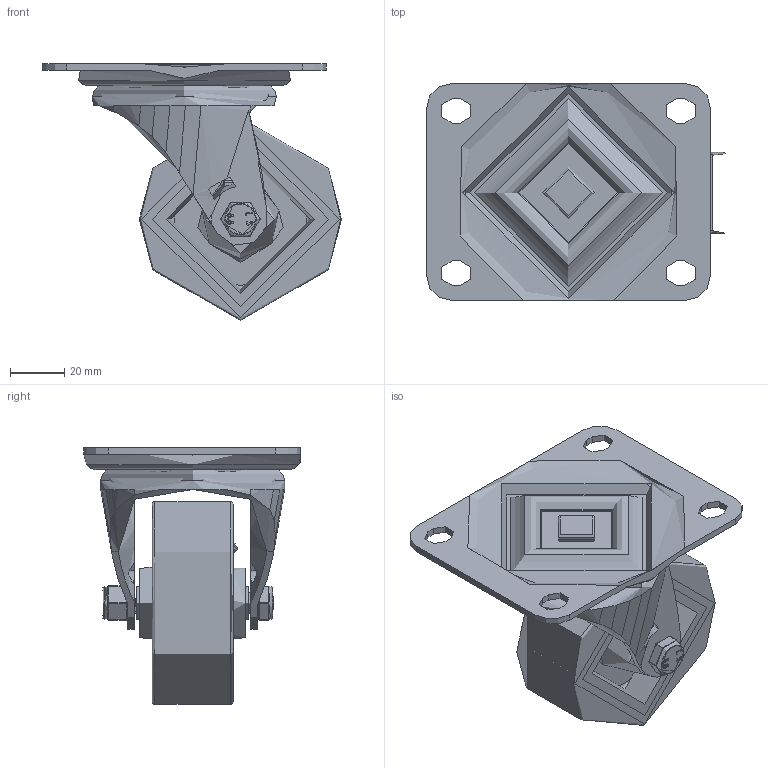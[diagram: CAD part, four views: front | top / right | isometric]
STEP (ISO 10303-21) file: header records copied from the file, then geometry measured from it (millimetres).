
FILE_DESCRIPTION(/* description */ (''),/* implementation_level */ '2;1');
FILE_NAME(/* name */ 'BZH75PT.step',/* time_stamp */ '2024-05-13T14:06:47+01:00',/* author */ (''),/* organization */ (''),/* preprocessor_version */ 'ST-DEVELOPER v20',/* originating_system */ 'Autodesk Translation Framework v12.20.1.177',/* authorisation */ '');
FILE_SCHEMA (('AUTOMOTIVE_DESIGN { 1 0 10303 214 3 1 1 }'));
Length unit declared in the file: millimetre
Products named in the file (17): BZH75PT; BZH75AS v1; ZINC PLATED, PRESSED STEEL TOP PLATE; ZINC PLATED, PRESSED STEEL FORKS; BZH75WPTM12 v1; POLYURETHANE TYRE; CAST IRON RIM; CAST IRON RIM Geometry; GREASE NIPPLE; TUBEM12X40 v1; ZINC PLATED STEEL TUBE; HEXBOLTM8X55Z8.8 v2; GRADE 8.8 ZINC PLATED BOLT; NYLOCM8Z v1; NYLOC NUT; NUT; RUBBER
Assembly tree (16 placements, depth 4):
  BZH75PT
    BZH75AS v1
      ZINC PLATED, PRESSED STEEL TOP PLATE
      ZINC PLATED, PRESSED STEEL FORKS
    BZH75WPTM12 v1
      POLYURETHANE TYRE
      CAST IRON RIM
        CAST IRON RIM Geometry
        GREASE NIPPLE
    TUBEM12X40 v1
      ZINC PLATED STEEL TUBE
    HEXBOLTM8X55Z8.8 v2
      GRADE 8.8 ZINC PLATED BOLT
    NYLOCM8Z v1
      NYLOC NUT
        NUT
        RUBBER
Bounding box: 110.57 x 80 x 95 mm (x, y, z)
Volume: 146452 mm3; surface area: 78928.4 mm2
Topology: 10 solids, 10 shells, 407 faces, 1010 edges, 634 vertices
Faces by surface type: cylinder 152, plane 140, bspline 57, torus 25, sphere 25, cone 8
Full cylindrical faces by diameter (mm): 0.664 x2, 6.446 x7, 7.866 x13, 8 x3, 8.2 x2, 8.4 x1, 8.6 x2, 11.5 x1, 11.9 x1, 12.1 x2, 14 x2, 15.5 x1, 16 x1, 18.908 x1, 24 x1, 37.4 x1, 63 x1, 65 x2, 68 x1, 75 x1
Entity records: 18698 total; most frequent: CARTESIAN_POINT 8880, ORIENTED_EDGE 2006, DIRECTION 1910, EDGE_CURVE 1003, AXIS2_PLACEMENT_3D 750, VERTEX_POINT 634, EDGE_LOOP 455, LINE 410
